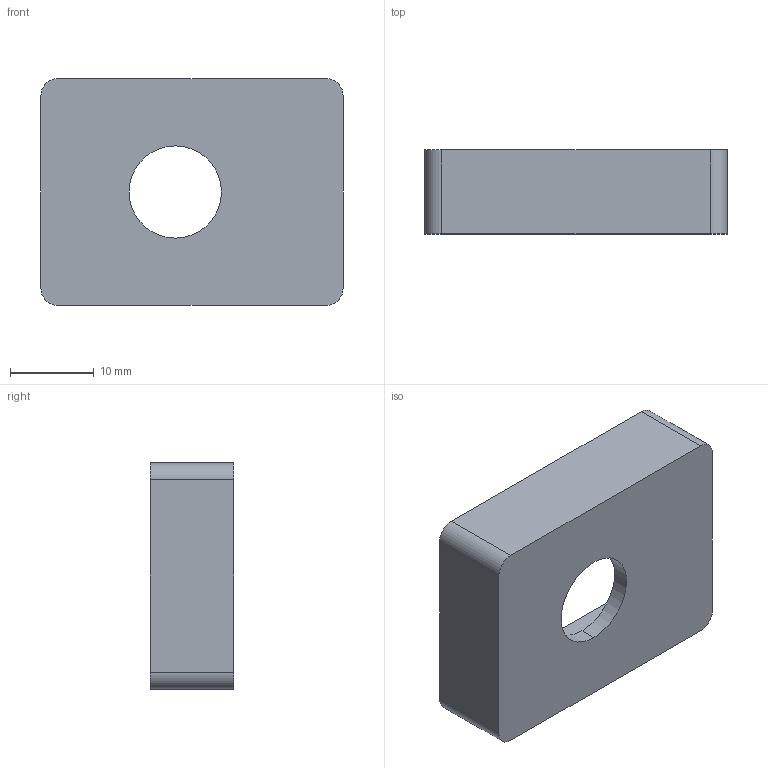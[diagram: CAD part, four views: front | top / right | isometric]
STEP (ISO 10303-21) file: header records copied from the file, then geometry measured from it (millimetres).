
FILE_DESCRIPTION (( 'STEP AP203' ), '1' );
FILE_NAME ('temperatura_pokrov.STEP', '2025-07-30T08:20:07', ( '' ), ( '' ), 'SwSTEP 2.0', 'SolidWorks 2025', '' );
FILE_SCHEMA (( 'CONFIG_CONTROL_DESIGN' ));
Length unit declared in the file: millimetre
Products named in the file (1): temperatura_pokrov
Bounding box: 36 x 10 x 27 mm (x, y, z)
Volume: 3415.1 mm3; surface area: 3706.4 mm2
Topology: 1 solids, 1 shells, 28 faces, 76 edges, 50 vertices
Faces by surface type: plane 18, cylinder 10
Entity records: 965 total; most frequent: CARTESIAN_POINT 155, DIRECTION 154, ORIENTED_EDGE 152, EDGE_CURVE 76, VECTOR 56, LINE 56, VERTEX_POINT 50, AXIS2_PLACEMENT_3D 49
